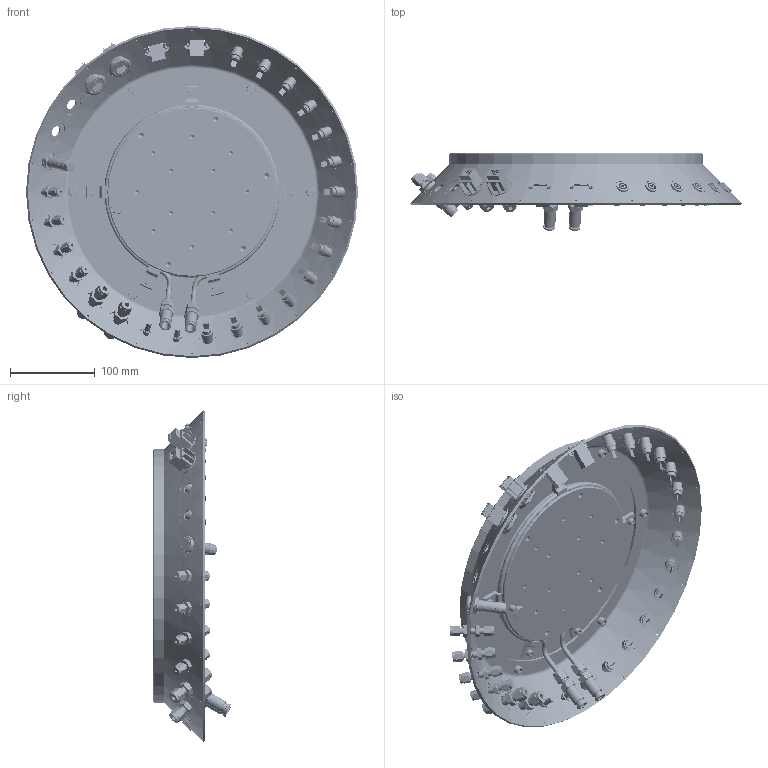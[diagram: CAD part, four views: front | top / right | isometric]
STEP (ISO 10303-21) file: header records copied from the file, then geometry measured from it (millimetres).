
FILE_DESCRIPTION (( 'STEP AP203' ), '1' );
FILE_NAME ('Support_Sample_Un_sldprt.STEP', '2018-04-10T07:34:31', ( '' ), ( '' ), 'SwSTEP 2.0', 'SolidWorks 2017', '' );
FILE_SCHEMA (( 'CONFIG_CONTROL_DESIGN' ));
Length unit declared in the file: millimetre
Products named in the file (1): Support_Sample_Un_sldprt
Bounding box: 391.92 x 91.33 x 391.92 mm (x, y, z)
Volume: 1644003.9 mm3; surface area: 487079.6 mm2
Topology: 78 solids, 78 shells, 5695 faces, 14168 edges, 8809 vertices
Faces by surface type: plane 2468, cylinder 1961, cone 790, bspline 384, torus 92
Entity records: 214512 total; most frequent: CARTESIAN_POINT 84531, ORIENTED_EDGE 27996, DIRECTION 25105, EDGE_CURVE 13998, AXIS2_PLACEMENT_3D 9209, VERTEX_POINT 8809, LINE 6687, VECTOR 6687
